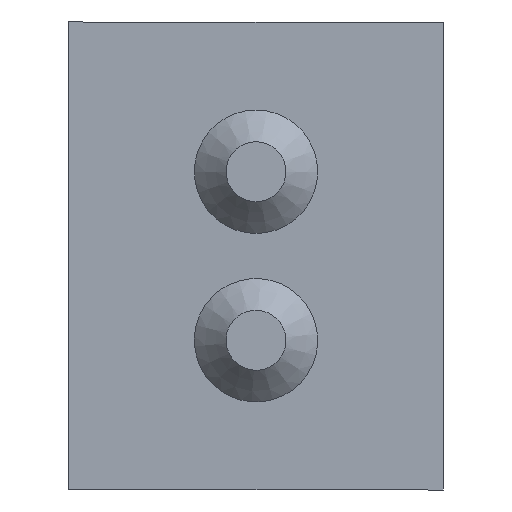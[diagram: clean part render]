
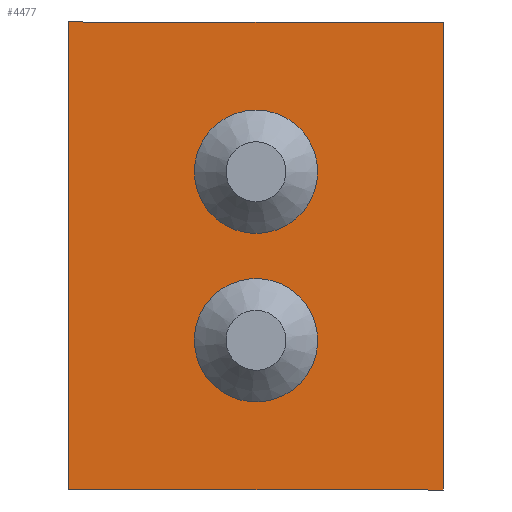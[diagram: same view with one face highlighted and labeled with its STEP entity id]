
A CAD part, front view. The second image highlights one B-rep face of the part: STEP entity #4477.
In plain terms, the highlighted face is planar.
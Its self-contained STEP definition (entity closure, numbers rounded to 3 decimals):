
#318=FACE_BOUND('',#1011,.T.);
#319=FACE_BOUND('',#1012,.T.);
#484=PLANE('',#4824);
#740=FACE_OUTER_BOUND('',#1010,.T.);
#1010=EDGE_LOOP('',(#4170,#4171,#4172,#4173));
#1011=EDGE_LOOP('',(#4174));
#1012=EDGE_LOOP('',(#4175));
#1448=LINE('',#8130,#1897);
#1455=LINE('',#8154,#1904);
#1458=LINE('',#8160,#1907);
#1461=LINE('',#8164,#1910);
#1897=VECTOR('',#5663,10.);
#1904=VECTOR('',#5688,10.);
#1907=VECTOR('',#5693,10.);
#1910=VECTOR('',#5698,10.);
#1949=CIRCLE('',#4814,0.05);
#1951=CIRCLE('',#4818,0.05);
#2335=VERTEX_POINT('',#8127);
#2336=VERTEX_POINT('',#8129);
#2339=VERTEX_POINT('',#8138);
#2342=VERTEX_POINT('',#8147);
#2344=VERTEX_POINT('',#8153);
#2346=VERTEX_POINT('',#8159);
#2941=EDGE_CURVE('',#2336,#2335,#1448,.T.);
#2945=EDGE_CURVE('',#2339,#2339,#1949,.T.);
#2949=EDGE_CURVE('',#2342,#2342,#1951,.T.);
#2952=EDGE_CURVE('',#2344,#2336,#1455,.T.);
#2955=EDGE_CURVE('',#2346,#2344,#1458,.T.);
#2958=EDGE_CURVE('',#2335,#2346,#1461,.T.);
#4170=ORIENTED_EDGE('',*,*,#2941,.T.);
#4171=ORIENTED_EDGE('',*,*,#2958,.T.);
#4172=ORIENTED_EDGE('',*,*,#2955,.T.);
#4173=ORIENTED_EDGE('',*,*,#2952,.T.);
#4174=ORIENTED_EDGE('',*,*,#2945,.T.);
#4175=ORIENTED_EDGE('',*,*,#2949,.T.);
#4477=ADVANCED_FACE('',(#740,#318,#319),#484,.T.);
#4814=AXIS2_PLACEMENT_3D('',#8139,#5672,#5673);
#4818=AXIS2_PLACEMENT_3D('',#8148,#5682,#5683);
#4824=AXIS2_PLACEMENT_3D('',#8167,#5703,#5704);
#5663=DIRECTION('',(-1.,0.,0.));
#5672=DIRECTION('center_axis',(0.,0.,-1.));
#5673=DIRECTION('ref_axis',(1.,0.,0.));
#5682=DIRECTION('center_axis',(0.,0.,-1.));
#5683=DIRECTION('ref_axis',(1.,0.,0.));
#5688=DIRECTION('',(0.,1.,0.));
#5693=DIRECTION('',(1.,0.,0.));
#5698=DIRECTION('',(0.,-1.,0.));
#5703=DIRECTION('center_axis',(0.,0.,1.));
#5704=DIRECTION('ref_axis',(1.,0.,0.));
#8127=CARTESIAN_POINT('',(-100.523,16.55,60.));
#8129=CARTESIAN_POINT('',(149.477,16.55,60.));
#8130=CARTESIAN_POINT('',(-100.523,16.55,60.));
#8138=CARTESIAN_POINT('',(-20.573,-83.45,60.));
#8139=CARTESIAN_POINT('Origin',(-20.523,-83.45,60.));
#8147=CARTESIAN_POINT('',(69.427,-83.45,60.));
#8148=CARTESIAN_POINT('Origin',(69.477,-83.45,60.));
#8153=CARTESIAN_POINT('',(149.477,-183.45,60.));
#8154=CARTESIAN_POINT('',(149.477,16.55,60.));
#8159=CARTESIAN_POINT('',(-100.523,-183.45,60.));
#8160=CARTESIAN_POINT('',(149.477,-183.45,60.));
#8164=CARTESIAN_POINT('',(-100.523,-183.45,60.));
#8167=CARTESIAN_POINT('Origin',(24.477,-83.45,60.));
